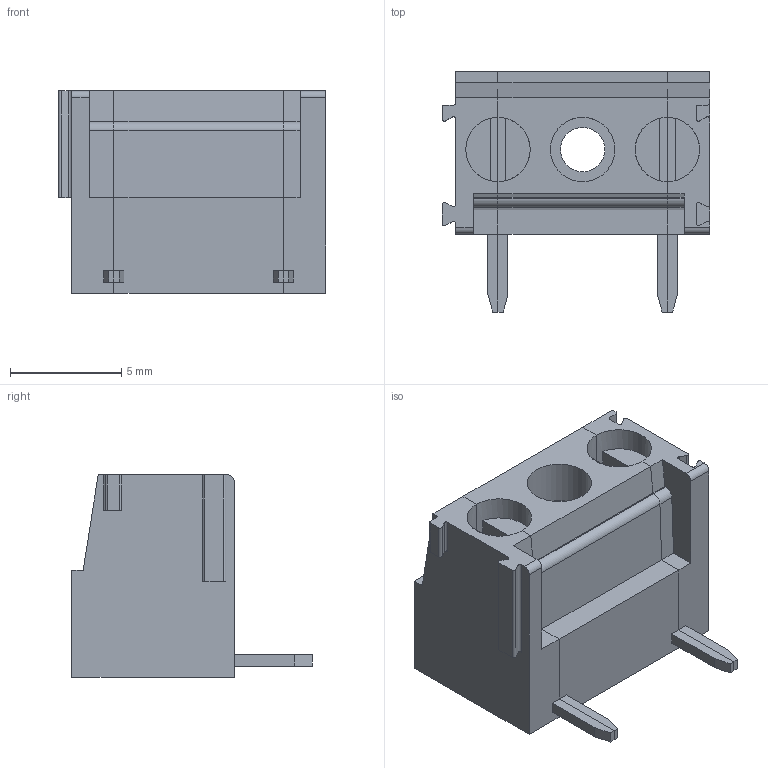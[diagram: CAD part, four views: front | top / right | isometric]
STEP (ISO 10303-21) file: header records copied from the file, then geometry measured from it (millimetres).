
FILE_DESCRIPTION( ( 'Unknown' ), '1' );
FILE_NAME( '691214400002.stp', 'Unknown', ( 'Unknown' ), ( 'Unknown' ), 'PSStep 18.0.17', 'Unknown', ' ' );
FILE_SCHEMA( ( 'AUTOMOTIVE_DESIGN { 1 0 10303 214 1 1 1 1 }' ) );
Length unit declared in the file: millimetre
Products named in the file (4): Assem1; 6912144000xx_SX; 6912144000xx_DX; 6912144000xx_CNT
Assembly tree (3 placements, depth 2):
  Assem1
    6912144000xx_SX
    6912144000xx_DX
    6912144000xx_CNT
Bounding box: 12.03 x 10.8 x 9.1 mm (x, y, z)
Volume: 497.2 mm3; surface area: 932.4 mm2
Topology: 3 solids, 3 shells, 202 faces, 570 edges, 376 vertices
Faces by surface type: plane 175, cylinder 27
Full cylindrical faces by diameter (mm): 2 x1, 2.9 x1
Entity records: 8124 total; most frequent: CARTESIAN_POINT 1150, ORIENTED_EDGE 1136, DIRECTION 1042, EDGE_CURVE 568, LINE 506, VECTOR 506, VERTEX_POINT 376, AXIS2_PLACEMENT_3D 268
